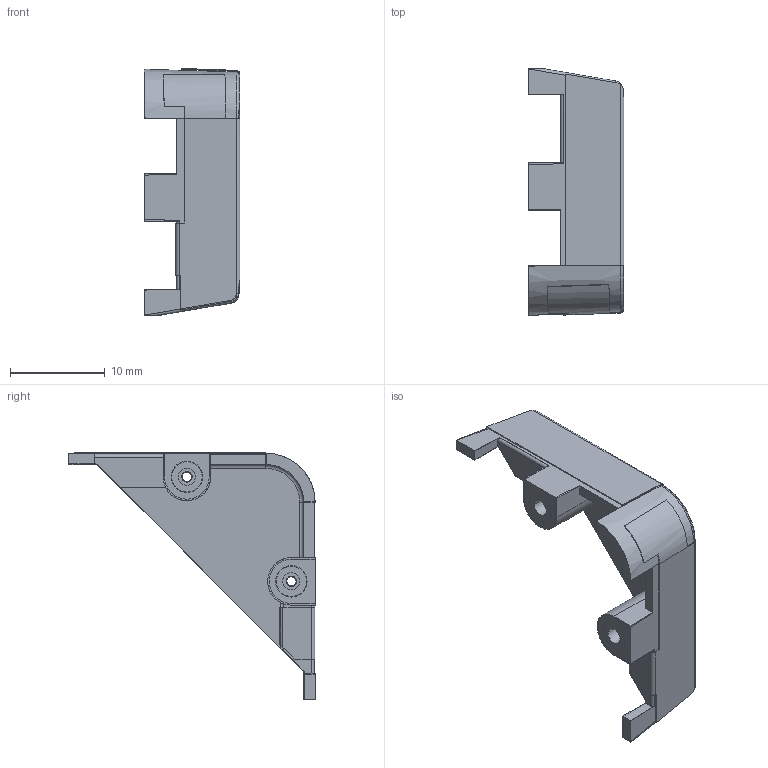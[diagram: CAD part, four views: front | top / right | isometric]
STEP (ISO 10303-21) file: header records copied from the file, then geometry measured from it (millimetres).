
FILE_DESCRIPTION((''),'2;1');
FILE_NAME('A10464-V1-C_ASM','2013-04-10T',('Chris Morgans'),(''),'PRO/ENGINEER BY PARAMETRIC TECHNOLOGY CORPORATION, 2010480','PRO/ENGINEER BY PARAMETRIC TECHNOLOGY CORPORATION, 2010480','');
FILE_SCHEMA(('CONFIG_CONTROL_DESIGN'));
Length unit declared in the file: millimetre
Products named in the file (7): AN-2-0507-F; INSERT_M2; AN-2-0507-F_ASM; AN-2-0507-G; AN-2-0507-H_ASM; AN-1-1259-E; A10464-V1-C_ASM
Assembly tree (9 placements, depth 3):
  A10464-V1-C_ASM
    AN-2-0507-F_ASM
      AN-2-0507-F
      INSERT_M2  x2
    AN-2-0507-H_ASM
      AN-2-0507-G
      INSERT_M2  x2
    AN-1-1259-E
Bounding box: 10.1 x 25.93 x 26.02 mm (x, y, z)
Volume: 1944.1 mm3; surface area: 4949.7 mm2
Topology: 7 solids, 7 shells, 273 faces, 686 edges, 439 vertices
Faces by surface type: plane 158, cylinder 89, cone 11, bspline 9, torus 6
Entity records: 8365 total; most frequent: CARTESIAN_POINT 2043, ORIENTED_EDGE 1300, DIRECTION 1245, EDGE_CURVE 650, VECTOR 431, LINE 431, VERTEX_POINT 415, AXIS2_PLACEMENT_3D 407
